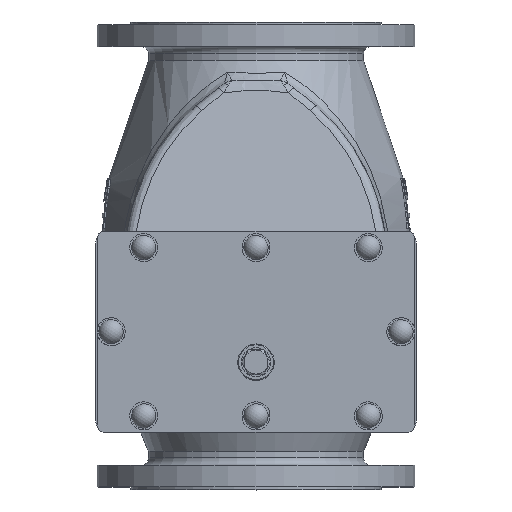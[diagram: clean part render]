
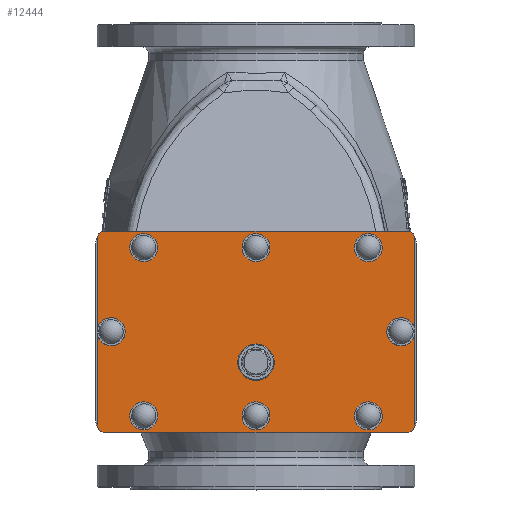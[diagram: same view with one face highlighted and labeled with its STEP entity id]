
A CAD part, top view. The second image highlights one B-rep face of the part: STEP entity #12444.
In plain terms, the highlighted planar face has unit normal (0, 0, 1).
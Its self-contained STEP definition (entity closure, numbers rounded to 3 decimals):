
#929=LINE('',#17483,#1525);
#930=LINE('',#17486,#1526);
#931=LINE('',#17490,#1527);
#932=LINE('',#17493,#1528);
#933=LINE('',#17495,#1529);
#934=LINE('',#17498,#1530);
#1525=VECTOR('',#14451,10.);
#1526=VECTOR('',#14454,10.);
#1527=VECTOR('',#14457,10.);
#1528=VECTOR('',#14460,10.);
#1529=VECTOR('',#14461,10.);
#1530=VECTOR('',#14464,10.);
#2135=PLANE('',#13217);
#2479=FACE_BOUND('',#3411,.T.);
#2480=FACE_BOUND('',#3412,.T.);
#2481=FACE_BOUND('',#3413,.T.);
#2482=FACE_BOUND('',#3414,.T.);
#2483=FACE_BOUND('',#3415,.T.);
#2484=FACE_BOUND('',#3416,.T.);
#2485=FACE_BOUND('',#3417,.T.);
#2659=FACE_OUTER_BOUND('',#3410,.T.);
#3410=EDGE_LOOP('',(#7972,#7973,#7974,#7975,#7976,#7977,#7978,#7979,#7980,
#7981,#7982,#7983));
#3411=EDGE_LOOP('',(#7984));
#3412=EDGE_LOOP('',(#7985));
#3413=EDGE_LOOP('',(#7986));
#3414=EDGE_LOOP('',(#7987));
#3415=EDGE_LOOP('',(#7988));
#3416=EDGE_LOOP('',(#7989));
#3417=EDGE_LOOP('',(#7990));
#4333=CIRCLE('',#13213,15.);
#4335=CIRCLE('',#13218,8.);
#4336=CIRCLE('',#13219,15.);
#4337=CIRCLE('',#13220,8.);
#4338=CIRCLE('',#13221,8.);
#4339=CIRCLE('',#13222,8.);
#4340=CIRCLE('',#13223,15.);
#4341=CIRCLE('',#13224,15.);
#4342=CIRCLE('',#13225,15.);
#4343=CIRCLE('',#13226,15.);
#4344=CIRCLE('',#13227,15.);
#4345=CIRCLE('',#13228,19.5);
#4346=CIRCLE('',#13229,15.);
#4937=VERTEX_POINT('',#17472);
#4939=VERTEX_POINT('',#17479);
#4940=VERTEX_POINT('',#17480);
#4941=VERTEX_POINT('',#17482);
#4942=VERTEX_POINT('',#17485);
#4943=VERTEX_POINT('',#17487);
#4944=VERTEX_POINT('',#17489);
#4945=VERTEX_POINT('',#17491);
#4946=VERTEX_POINT('',#17494);
#4947=VERTEX_POINT('',#17496);
#4948=VERTEX_POINT('',#17499);
#4949=VERTEX_POINT('',#17501);
#4950=VERTEX_POINT('',#17503);
#4951=VERTEX_POINT('',#17505);
#4952=VERTEX_POINT('',#17507);
#4953=VERTEX_POINT('',#17509);
#4954=VERTEX_POINT('',#17511);
#6152=EDGE_CURVE('',#4937,#4937,#4333,.T.);
#6154=EDGE_CURVE('',#4939,#4940,#4335,.T.);
#6155=EDGE_CURVE('',#4941,#4939,#929,.T.);
#6156=EDGE_CURVE('',#4941,#4941,#4336,.T.);
#6157=EDGE_CURVE('',#4942,#4941,#930,.T.);
#6158=EDGE_CURVE('',#4943,#4942,#4337,.T.);
#6159=EDGE_CURVE('',#4944,#4943,#931,.T.);
#6160=EDGE_CURVE('',#4945,#4944,#4338,.T.);
#6161=EDGE_CURVE('',#4937,#4945,#932,.T.);
#6162=EDGE_CURVE('',#4946,#4937,#933,.T.);
#6163=EDGE_CURVE('',#4947,#4946,#4339,.T.);
#6164=EDGE_CURVE('',#4940,#4947,#934,.T.);
#6165=EDGE_CURVE('',#4948,#4948,#4340,.T.);
#6166=EDGE_CURVE('',#4949,#4949,#4341,.T.);
#6167=EDGE_CURVE('',#4950,#4950,#4342,.T.);
#6168=EDGE_CURVE('',#4951,#4951,#4343,.T.);
#6169=EDGE_CURVE('',#4952,#4952,#4344,.T.);
#6170=EDGE_CURVE('',#4953,#4953,#4345,.T.);
#6171=EDGE_CURVE('',#4954,#4954,#4346,.T.);
#7972=ORIENTED_EDGE('',*,*,#6154,.F.);
#7973=ORIENTED_EDGE('',*,*,#6155,.F.);
#7974=ORIENTED_EDGE('',*,*,#6156,.T.);
#7975=ORIENTED_EDGE('',*,*,#6157,.F.);
#7976=ORIENTED_EDGE('',*,*,#6158,.F.);
#7977=ORIENTED_EDGE('',*,*,#6159,.F.);
#7978=ORIENTED_EDGE('',*,*,#6160,.F.);
#7979=ORIENTED_EDGE('',*,*,#6161,.F.);
#7980=ORIENTED_EDGE('',*,*,#6152,.T.);
#7981=ORIENTED_EDGE('',*,*,#6162,.F.);
#7982=ORIENTED_EDGE('',*,*,#6163,.F.);
#7983=ORIENTED_EDGE('',*,*,#6164,.F.);
#7984=ORIENTED_EDGE('',*,*,#6165,.T.);
#7985=ORIENTED_EDGE('',*,*,#6166,.T.);
#7986=ORIENTED_EDGE('',*,*,#6167,.T.);
#7987=ORIENTED_EDGE('',*,*,#6168,.T.);
#7988=ORIENTED_EDGE('',*,*,#6169,.T.);
#7989=ORIENTED_EDGE('',*,*,#6170,.T.);
#7990=ORIENTED_EDGE('',*,*,#6171,.T.);
#12444=ADVANCED_FACE('',(#2659,#2479,#2480,#2481,#2482,#2483,#2484,#2485),
#2135,.T.);
#13213=AXIS2_PLACEMENT_3D('',#17473,#14439,#14440);
#13217=AXIS2_PLACEMENT_3D('',#17478,#14447,#14448);
#13218=AXIS2_PLACEMENT_3D('',#17481,#14449,#14450);
#13219=AXIS2_PLACEMENT_3D('',#17484,#14452,#14453);
#13220=AXIS2_PLACEMENT_3D('',#17488,#14455,#14456);
#13221=AXIS2_PLACEMENT_3D('',#17492,#14458,#14459);
#13222=AXIS2_PLACEMENT_3D('',#17497,#14462,#14463);
#13223=AXIS2_PLACEMENT_3D('',#17500,#14465,#14466);
#13224=AXIS2_PLACEMENT_3D('',#17502,#14467,#14468);
#13225=AXIS2_PLACEMENT_3D('',#17504,#14469,#14470);
#13226=AXIS2_PLACEMENT_3D('',#17506,#14471,#14472);
#13227=AXIS2_PLACEMENT_3D('',#17508,#14473,#14474);
#13228=AXIS2_PLACEMENT_3D('',#17510,#14475,#14476);
#13229=AXIS2_PLACEMENT_3D('',#17512,#14477,#14478);
#14439=DIRECTION('center_axis',(0.,0.,-1.));
#14440=DIRECTION('ref_axis',(-0.827,0.563,0.));
#14447=DIRECTION('center_axis',(0.,0.,1.));
#14448=DIRECTION('ref_axis',(1.,0.,0.));
#14449=DIRECTION('center_axis',(0.,0.,-1.));
#14450=DIRECTION('ref_axis',(0.,1.,0.));
#14451=DIRECTION('',(0.,1.,0.));
#14452=DIRECTION('center_axis',(0.,0.,-1.));
#14453=DIRECTION('ref_axis',(-0.827,0.563,0.));
#14454=DIRECTION('',(0.,1.,0.));
#14455=DIRECTION('center_axis',(0.,0.,-1.));
#14456=DIRECTION('ref_axis',(-1.,0.,0.));
#14457=DIRECTION('',(-1.,0.,0.));
#14458=DIRECTION('center_axis',(0.,0.,-1.));
#14459=DIRECTION('ref_axis',(0.,-1.,0.));
#14460=DIRECTION('',(0.,-1.,0.));
#14461=DIRECTION('',(0.,-1.,0.));
#14462=DIRECTION('center_axis',(0.,0.,-1.));
#14463=DIRECTION('ref_axis',(1.,0.,0.));
#14464=DIRECTION('',(1.,0.,0.));
#14465=DIRECTION('center_axis',(0.,0.,-1.));
#14466=DIRECTION('ref_axis',(-0.827,0.563,0.));
#14467=DIRECTION('center_axis',(0.,0.,-1.));
#14468=DIRECTION('ref_axis',(-0.827,0.563,0.));
#14469=DIRECTION('center_axis',(0.,0.,-1.));
#14470=DIRECTION('ref_axis',(-0.827,0.563,0.));
#14471=DIRECTION('center_axis',(0.,0.,-1.));
#14472=DIRECTION('ref_axis',(-0.827,0.563,0.));
#14473=DIRECTION('center_axis',(0.,0.,-1.));
#14474=DIRECTION('ref_axis',(-0.827,0.563,0.));
#14475=DIRECTION('center_axis',(0.,0.,-1.));
#14476=DIRECTION('ref_axis',(-1.,0.,0.));
#14477=DIRECTION('center_axis',(0.,0.,-1.));
#14478=DIRECTION('ref_axis',(-0.827,0.563,0.));
#17472=CARTESIAN_POINT('',(170.,-81.5,240.));
#17473=CARTESIAN_POINT('Origin',(155.,-81.5,240.));
#17478=CARTESIAN_POINT('Origin',(0.,-81.5,
240.));
#17479=CARTESIAN_POINT('',(-170.,18.,240.));
#17480=CARTESIAN_POINT('',(-162.,26.,240.));
#17481=CARTESIAN_POINT('Origin',(-162.,18.,240.));
#17482=CARTESIAN_POINT('',(-170.,-81.5,240.));
#17483=CARTESIAN_POINT('',(-170.,18.,240.));
#17484=CARTESIAN_POINT('Origin',(-155.,-81.5,240.));
#17485=CARTESIAN_POINT('',(-170.,-181.,240.));
#17486=CARTESIAN_POINT('',(-170.,18.,240.));
#17487=CARTESIAN_POINT('',(-162.,-189.,240.));
#17488=CARTESIAN_POINT('Origin',(-162.,-181.,240.));
#17489=CARTESIAN_POINT('',(162.,-189.,240.));
#17490=CARTESIAN_POINT('',(-162.,-189.,240.));
#17491=CARTESIAN_POINT('',(170.,-181.,240.));
#17492=CARTESIAN_POINT('Origin',(162.,-181.,240.));
#17493=CARTESIAN_POINT('',(170.,-181.,240.));
#17494=CARTESIAN_POINT('',(170.,18.,240.));
#17495=CARTESIAN_POINT('',(170.,-181.,240.));
#17496=CARTESIAN_POINT('',(162.,26.,240.));
#17497=CARTESIAN_POINT('Origin',(162.,18.,240.));
#17498=CARTESIAN_POINT('',(162.,26.,240.));
#17499=CARTESIAN_POINT('',(-132.402,16.938,240.));
#17500=CARTESIAN_POINT('Origin',(-120.,8.5,240.));
#17501=CARTESIAN_POINT('',(-132.402,-163.062,240.));
#17502=CARTESIAN_POINT('Origin',(-120.,-171.5,240.));
#17503=CARTESIAN_POINT('',(107.598,-163.062,240.));
#17504=CARTESIAN_POINT('Origin',(120.,-171.5,240.));
#17505=CARTESIAN_POINT('',(-12.402,-163.062,240.));
#17506=CARTESIAN_POINT('Origin',(0.,-171.5,
240.));
#17507=CARTESIAN_POINT('',(-12.402,16.938,240.));
#17508=CARTESIAN_POINT('Origin',(0.,8.5,
240.));
#17509=CARTESIAN_POINT('',(19.5,-114.,240.));
#17510=CARTESIAN_POINT('Origin',(0.,-114.,
240.));
#17511=CARTESIAN_POINT('',(107.598,16.938,240.));
#17512=CARTESIAN_POINT('Origin',(120.,8.5,240.));
